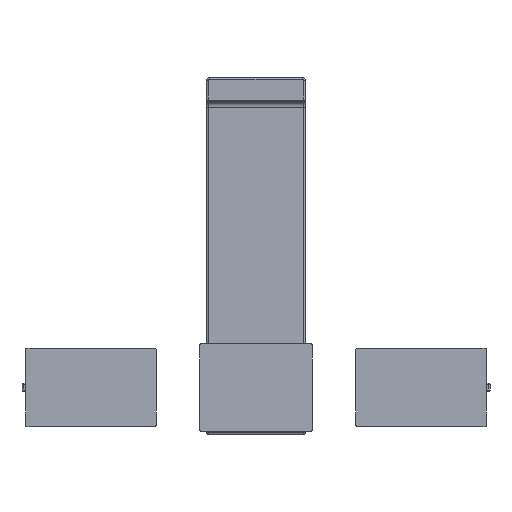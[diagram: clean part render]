
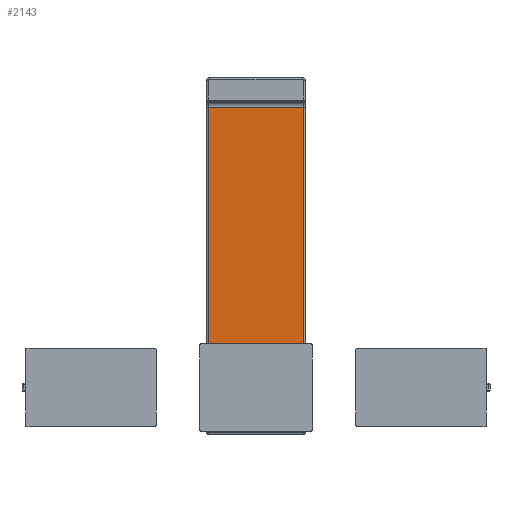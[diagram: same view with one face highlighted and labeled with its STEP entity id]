
A CAD part, front view. The second image highlights one B-rep face of the part: STEP entity #2143.
In plain terms, the highlighted planar face has unit normal (0, -1, 0).
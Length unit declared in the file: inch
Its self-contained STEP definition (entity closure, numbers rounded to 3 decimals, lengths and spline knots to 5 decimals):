
#947=DIRECTION('',(0.,0.,-1.));
#948=VECTOR('',#947,7.041);
#949=CARTESIAN_POINT('',(1.34,3.09,7.851));
#950=LINE('',#949,#948);
#954=DIRECTION('',(1.,0.,0.));
#955=VECTOR('',#954,2.68);
#956=CARTESIAN_POINT('',(-1.34,3.09,0.81));
#957=LINE('',#956,#955);
#961=DIRECTION('',(0.,0.,1.));
#962=VECTOR('',#961,7.041);
#963=CARTESIAN_POINT('',(-1.34,3.09,0.81));
#964=LINE('',#963,#962);
#968=DIRECTION('',(1.,0.,0.));
#969=VECTOR('',#968,2.68);
#970=CARTESIAN_POINT('',(-1.34,3.09,7.851));
#971=LINE('',#970,#969);
#1412=CARTESIAN_POINT('',(1.34,3.09,0.81));
#1414=VERTEX_POINT('',#1412);
#1418=CARTESIAN_POINT('',(1.34,3.09,7.851));
#1419=VERTEX_POINT('',#1418);
#1457=CARTESIAN_POINT('',(-1.34,3.09,0.81));
#1459=VERTEX_POINT('',#1457);
#1462=CARTESIAN_POINT('',(-1.34,3.09,7.851));
#1463=VERTEX_POINT('',#1462);
#2131=CARTESIAN_POINT('',(-1.38,3.09,8.011));
#2132=DIRECTION('',(0.,-1.,0.));
#2133=DIRECTION('',(0.,0.,-1.));
#2134=AXIS2_PLACEMENT_3D('',#2131,#2132,#2133);
#2135=PLANE('',#2134);
#2136=ORIENTED_EDGE('',*,*,#2124,.T.);
#2137=ORIENTED_EDGE('',*,*,#2099,.F.);
#2138=ORIENTED_EDGE('',*,*,#1967,.T.);
#2140=ORIENTED_EDGE('',*,*,#2139,.T.);
#2141=EDGE_LOOP('',(#2136,#2137,#2138,#2140));
#2142=FACE_OUTER_BOUND('',#2141,.F.);
#1967=EDGE_CURVE('',#1459,#1463,#964,.T.);
#2099=EDGE_CURVE('',#1459,#1414,#957,.T.);
#2124=EDGE_CURVE('',#1419,#1414,#950,.T.);
#2139=EDGE_CURVE('',#1463,#1419,#971,.T.);
#2143=ADVANCED_FACE('',(#2142),#2135,.T.);
